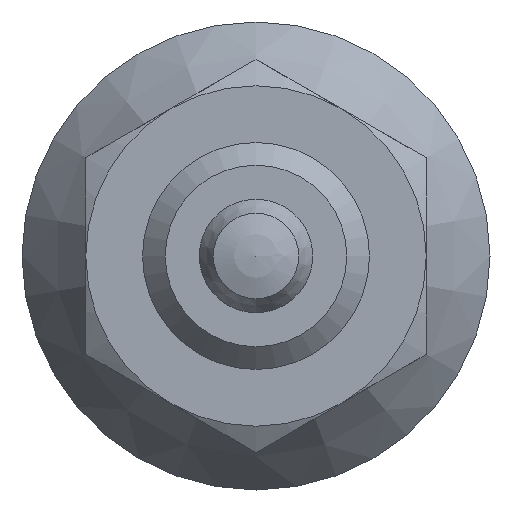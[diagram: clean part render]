
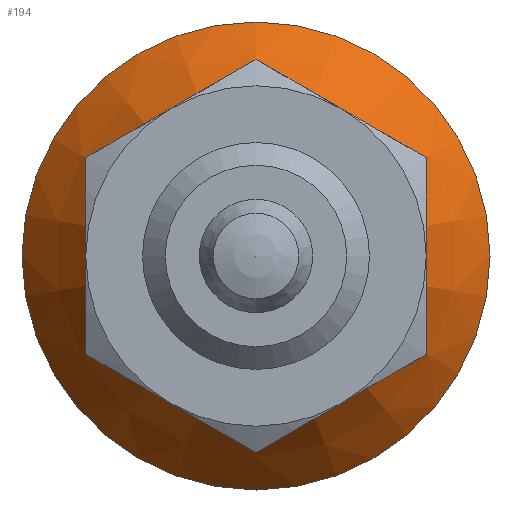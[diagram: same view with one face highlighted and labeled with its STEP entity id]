
A CAD part, front view. The second image highlights one B-rep face of the part: STEP entity #194.
In plain terms, the highlighted conical face has half-angle 36.1 degrees and reference radius 16.5 mm.
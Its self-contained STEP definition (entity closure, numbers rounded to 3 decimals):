
#194 = ADVANCED_FACE( '', ( #420, #421 ), #422, .T. );
#420 = FACE_BOUND( '', #663, .T. );
#421 = FACE_OUTER_BOUND( '', #664, .T. );
#422 = CONICAL_SURFACE( '', #665, 16.5, 0.63 );
#663 = EDGE_LOOP( '', ( #1144 ) );
#664 = EDGE_LOOP( '', ( #1145 ) );
#665 = AXIS2_PLACEMENT_3D( '', #1146, #1147, #1148 );
#1144 = ORIENTED_EDGE( '', *, *, #1447, .F. );
#1145 = ORIENTED_EDGE( '', *, *, #1515, .T. );
#1146 = CARTESIAN_POINT( '', ( 0., 21.7, 0. ) );
#1147 = DIRECTION( '', ( 0., 1., 0. ) );
#1148 = DIRECTION( '', ( 0., 0., 1. ) );
#1447 = EDGE_CURVE( '', #1747, #1747, #1748, .T. );
#1515 = EDGE_CURVE( '', #1835, #1835, #1836, .T. );
#1747 = VERTEX_POINT( '', #2229 );
#1748 = CIRCLE( '', #2230, 9.5 );
#1835 = VERTEX_POINT( '', #2379 );
#1836 = CIRCLE( '', #2380, 16.5 );
#2229 = CARTESIAN_POINT( '', ( 0., 12.101, -9.5 ) );
#2230 = AXIS2_PLACEMENT_3D( '', #2620, #2621, #2622 );
#2379 = CARTESIAN_POINT( '', ( 0., 21.7, -16.5 ) );
#2380 = AXIS2_PLACEMENT_3D( '', #2702, #2703, #2704 );
#2620 = CARTESIAN_POINT( '', ( 0., 12.101, 0. ) );
#2621 = DIRECTION( '', ( 0., -1., 0. ) );
#2622 = DIRECTION( '', ( 0., 0., -1. ) );
#2702 = CARTESIAN_POINT( '', ( 0., 21.7, 0. ) );
#2703 = DIRECTION( '', ( 0., -1., 0. ) );
#2704 = DIRECTION( '', ( 0., 0., -1. ) );
